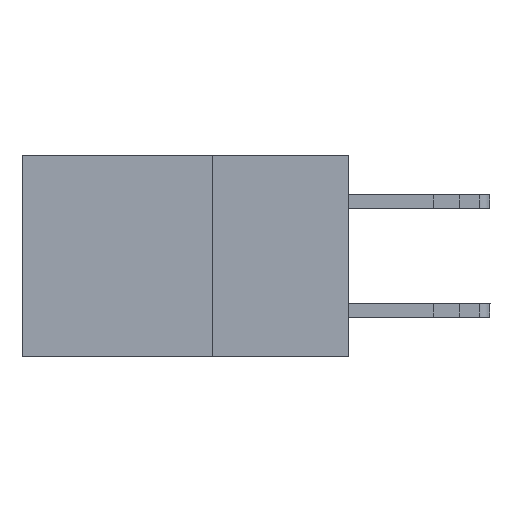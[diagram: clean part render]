
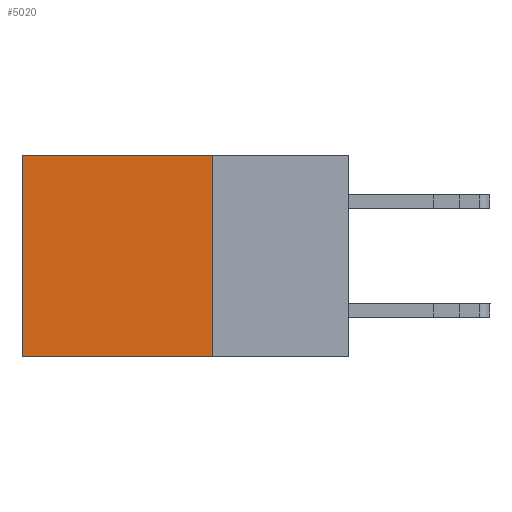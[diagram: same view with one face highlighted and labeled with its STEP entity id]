
A CAD part, left-side view. The second image highlights one B-rep face of the part: STEP entity #5020.
In plain terms, the highlighted planar face has unit normal (-1, 0, 0).
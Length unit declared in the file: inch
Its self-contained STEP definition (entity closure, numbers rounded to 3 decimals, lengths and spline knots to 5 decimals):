
#453 = DIRECTION ( 'NONE',  ( 0., 1., 0. ) ) ;
#509 = EDGE_LOOP ( 'NONE', ( #15963, #17152, #7367, #6905 ) ) ;
#677 = EDGE_CURVE ( 'NONE', #739, #14779, #1971, .T. ) ;
#739 = VERTEX_POINT ( 'NONE', #6077 ) ;
#926 = CARTESIAN_POINT ( 'NONE',  ( 0.2615, 0.25, 0. ) ) ;
#1342 = EDGE_CURVE ( 'NONE', #9360, #14779, #9498, .T. ) ;
#1971 = LINE ( 'NONE', #11732, #17011 ) ;
#2445 = VERTEX_POINT ( 'NONE', #926 ) ;
#2544 = EDGE_CURVE ( 'NONE', #2445, #9360, #8976, .T. ) ;
#4558 = CARTESIAN_POINT ( 'NONE',  ( 0.2615, 0.25, -0.37 ) ) ;
#5020 = ADVANCED_FACE ( 'NONE', ( #16802 ), #15625, .F. ) ;
#5595 = VECTOR ( 'NONE', #14158, 39.37008 ) ;
#5630 = DIRECTION ( 'NONE',  ( 0., 0., -1. ) ) ;
#6077 = CARTESIAN_POINT ( 'NONE',  ( 0.2615, 0.6, 0. ) ) ;
#6905 = ORIENTED_EDGE ( 'NONE', *, *, #12103, .T. ) ;
#7174 = AXIS2_PLACEMENT_3D ( 'NONE', #15601, #15559, #15540 ) ;
#7367 = ORIENTED_EDGE ( 'NONE', *, *, #2544, .F. ) ;
#7374 = CARTESIAN_POINT ( 'NONE',  ( 0.2615, 0.25, -0.37 ) ) ;
#8518 = VECTOR ( 'NONE', #9266, 39.37008 ) ;
#8670 = LINE ( 'NONE', #16478, #12084 ) ;
#8976 = LINE ( 'NONE', #12670, #8518 ) ;
#9266 = DIRECTION ( 'NONE',  ( 0., 0., -1. ) ) ;
#9360 = VERTEX_POINT ( 'NONE', #4558 ) ;
#9498 = LINE ( 'NONE', #7374, #5595 ) ;
#11732 = CARTESIAN_POINT ( 'NONE',  ( 0.2615, 0.6, -0.37 ) ) ;
#12084 = VECTOR ( 'NONE', #453, 39.37008 ) ;
#12103 = EDGE_CURVE ( 'NONE', #2445, #739, #8670, .T. ) ;
#12670 = CARTESIAN_POINT ( 'NONE',  ( 0.2615, 0.25, -0.37 ) ) ;
#14158 = DIRECTION ( 'NONE',  ( 0., 1., 0. ) ) ;
#14779 = VERTEX_POINT ( 'NONE', #15133 ) ;
#15133 = CARTESIAN_POINT ( 'NONE',  ( 0.2615, 0.6, -0.37 ) ) ;
#15540 = DIRECTION ( 'NONE',  ( 0., 0., -1. ) ) ;
#15559 = DIRECTION ( 'NONE',  ( 1., 0., 0. ) ) ;
#15601 = CARTESIAN_POINT ( 'NONE',  ( 0.2615, 0.25, -0.37 ) ) ;
#15625 = PLANE ( 'NONE',  #7174 ) ;
#15963 = ORIENTED_EDGE ( 'NONE', *, *, #677, .T. ) ;
#16478 = CARTESIAN_POINT ( 'NONE',  ( 0.2615, 0.25, 0. ) ) ;
#16802 = FACE_OUTER_BOUND ( 'NONE', #509, .T. ) ;
#17011 = VECTOR ( 'NONE', #5630, 39.37008 ) ;
#17152 = ORIENTED_EDGE ( 'NONE', *, *, #1342, .F. ) ;
